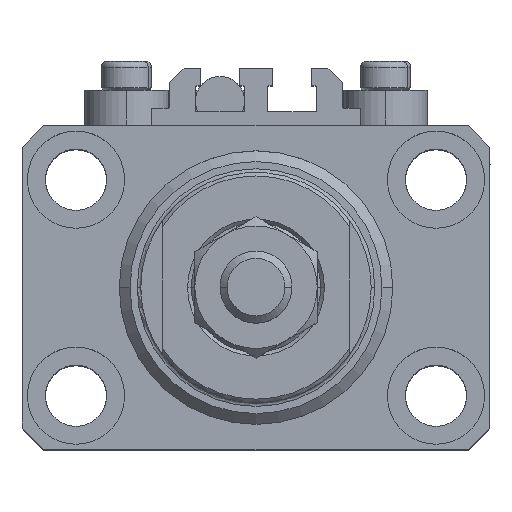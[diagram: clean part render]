
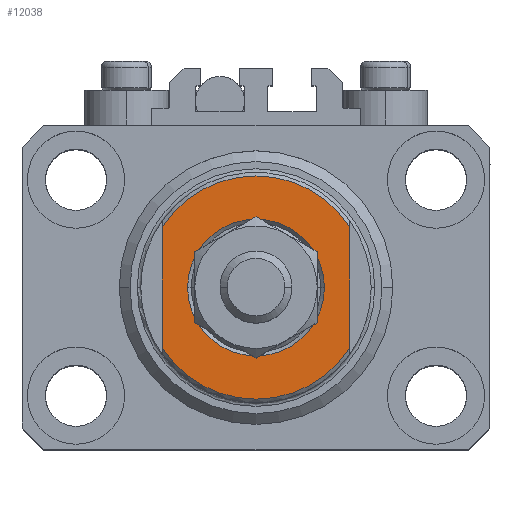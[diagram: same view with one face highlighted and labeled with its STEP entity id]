
A CAD part, top view. The second image highlights one B-rep face of the part: STEP entity #12038.
In plain terms, the highlighted face is planar.
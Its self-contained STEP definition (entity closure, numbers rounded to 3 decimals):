
#429 = VERTEX_POINT ( 'NONE', #15866 ) ;
#712 = EDGE_LOOP ( 'NONE', ( #21334, #14663 ) ) ;
#808 = DIRECTION ( 'NONE',  ( 0., 0., 1. ) ) ;
#1868 = DIRECTION ( 'NONE',  ( 0., -1., 0. ) ) ;
#5576 = ORIENTED_EDGE ( 'NONE', *, *, #7659, .F. ) ;
#6123 = LINE ( 'NONE', #44185, #36472 ) ;
#6611 = PLANE ( 'NONE',  #23700 ) ;
#6757 = AXIS2_PLACEMENT_3D ( 'NONE', #31384, #808, #27110 ) ;
#7659 = EDGE_CURVE ( 'NONE', #42216, #11769, #21784, .T. ) ;
#8319 = CARTESIAN_POINT ( 'NONE',  ( 0., 0., -6.5 ) ) ;
#10030 = DIRECTION ( 'NONE',  ( 0., -1., 0. ) ) ;
#10185 = VERTEX_POINT ( 'NONE', #30707 ) ;
#10360 = FACE_BOUND ( 'NONE', #712, .T. ) ;
#10847 = DIRECTION ( 'NONE',  ( 0., 0., -1. ) ) ;
#11686 = AXIS2_PLACEMENT_3D ( 'NONE', #33367, #43912, #48160 ) ;
#11769 = VERTEX_POINT ( 'NONE', #41482 ) ;
#12038 = ADVANCED_FACE ( 'NONE', ( #10360, #40938 ), #6611, .T. ) ;
#14663 = ORIENTED_EDGE ( 'NONE', *, *, #34550, .T. ) ;
#15001 = CARTESIAN_POINT ( 'NONE',  ( -13., -43.081, -6.5 ) ) ;
#15866 = CARTESIAN_POINT ( 'NONE',  ( -9.5, 0., -6.5 ) ) ;
#21219 = VECTOR ( 'NONE', #10030, 1000. ) ;
#21334 = ORIENTED_EDGE ( 'NONE', *, *, #36622, .T. ) ;
#21784 = LINE ( 'NONE', #15001, #21219 ) ;
#21881 = DIRECTION ( 'NONE',  ( -1., 0., 0. ) ) ;
#22991 = ORIENTED_EDGE ( 'NONE', *, *, #38780, .T. ) ;
#23700 = AXIS2_PLACEMENT_3D ( 'NONE', #36708, #10847, #21881 ) ;
#25669 = EDGE_CURVE ( 'NONE', #48394, #10185, #6123, .T. ) ;
#27110 = DIRECTION ( 'NONE',  ( -1., 0., 0. ) ) ;
#30707 = CARTESIAN_POINT ( 'NONE',  ( 13., -8.441, -6.5 ) ) ;
#30980 = EDGE_CURVE ( 'NONE', #42216, #48394, #39709, .T. ) ;
#31217 = EDGE_LOOP ( 'NONE', ( #39769, #40558, #22991, #5576 ) ) ;
#31384 = CARTESIAN_POINT ( 'NONE',  ( 0., 0., -6.5 ) ) ;
#31578 = CIRCLE ( 'NONE', #6757, 9.5 ) ;
#33367 = CARTESIAN_POINT ( 'NONE',  ( 0., 0., -6.5 ) ) ;
#34550 = EDGE_CURVE ( 'NONE', #36915, #429, #31578, .T. ) ;
#34615 = DIRECTION ( 'NONE',  ( 0., 0., 1. ) ) ;
#35237 = DIRECTION ( 'NONE',  ( 0., 0., -1. ) ) ;
#36472 = VECTOR ( 'NONE', #1868, 1000. ) ;
#36622 = EDGE_CURVE ( 'NONE', #429, #36915, #46835, .T. ) ;
#36708 = CARTESIAN_POINT ( 'NONE',  ( 0., 0., -6.5 ) ) ;
#36915 = VERTEX_POINT ( 'NONE', #46013 ) ;
#38075 = CIRCLE ( 'NONE', #11686, 15.5 ) ;
#38375 = DIRECTION ( 'NONE',  ( -1., 0., 0. ) ) ;
#38475 = DIRECTION ( 'NONE',  ( -1., 0., 0. ) ) ;
#38780 = EDGE_CURVE ( 'NONE', #10185, #11769, #38075, .T. ) ;
#39657 = AXIS2_PLACEMENT_3D ( 'NONE', #8319, #34615, #38375 ) ;
#39709 = CIRCLE ( 'NONE', #41277, 15.5 ) ;
#39769 = ORIENTED_EDGE ( 'NONE', *, *, #30980, .T. ) ;
#40558 = ORIENTED_EDGE ( 'NONE', *, *, #25669, .T. ) ;
#40781 = CARTESIAN_POINT ( 'NONE',  ( -13., 8.441, -6.5 ) ) ;
#40938 = FACE_OUTER_BOUND ( 'NONE', #31217, .T. ) ;
#41277 = AXIS2_PLACEMENT_3D ( 'NONE', #46245, #35237, #38475 ) ;
#41482 = CARTESIAN_POINT ( 'NONE',  ( -13., -8.441, -6.5 ) ) ;
#42216 = VERTEX_POINT ( 'NONE', #40781 ) ;
#43912 = DIRECTION ( 'NONE',  ( 0., 0., -1. ) ) ;
#44185 = CARTESIAN_POINT ( 'NONE',  ( 13., -43.081, -6.5 ) ) ;
#46013 = CARTESIAN_POINT ( 'NONE',  ( 9.5, 0., -6.5 ) ) ;
#46245 = CARTESIAN_POINT ( 'NONE',  ( 0., 0., -6.5 ) ) ;
#46835 = CIRCLE ( 'NONE', #39657, 9.5 ) ;
#48160 = DIRECTION ( 'NONE',  ( -1., 0., 0. ) ) ;
#48394 = VERTEX_POINT ( 'NONE', #49080 ) ;
#49080 = CARTESIAN_POINT ( 'NONE',  ( 13., 8.441, -6.5 ) ) ;
